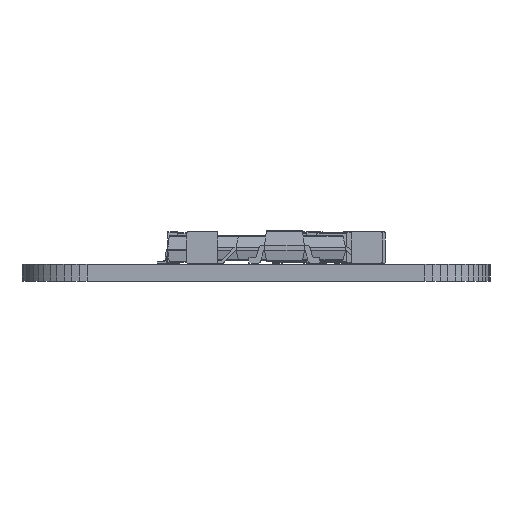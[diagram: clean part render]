
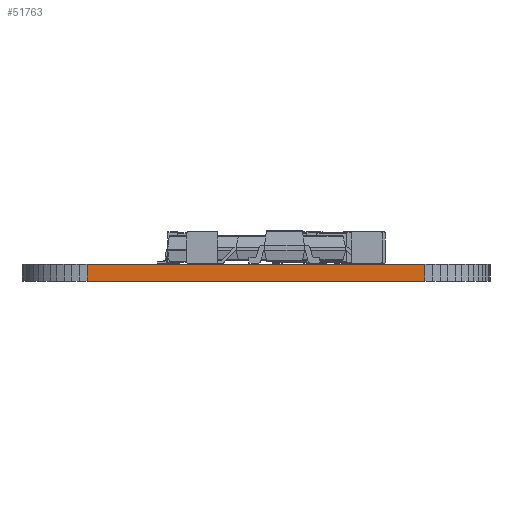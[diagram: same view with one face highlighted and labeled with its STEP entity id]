
A CAD part, front view. The second image highlights one B-rep face of the part: STEP entity #51763.
In plain terms, the highlighted planar face has unit normal (0, -1, 0).
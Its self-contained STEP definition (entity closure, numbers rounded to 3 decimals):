
#44572 = PLANE('',#44573);
#44573 = AXIS2_PLACEMENT_3D('',#44574,#44575,#44576);
#44574 = CARTESIAN_POINT('',(7.62,-18.882,0.68));
#44575 = DIRECTION('',(-0.,-0.,-1.));
#44576 = DIRECTION('',(-1.,0.,0.));
#44626 = PLANE('',#44627);
#44627 = AXIS2_PLACEMENT_3D('',#44628,#44629,#44630);
#44628 = CARTESIAN_POINT('',(7.62,-18.882,0.));
#44629 = DIRECTION('',(-0.,-0.,-1.));
#44630 = DIRECTION('',(-1.,0.,0.));
#45463 = VERTEX_POINT('',#45464);
#45464 = CARTESIAN_POINT('',(14.404,-40.714,0.));
#45478 = PLANE('',#45479);
#45479 = AXIS2_PLACEMENT_3D('',#45480,#45481,#45482);
#45480 = CARTESIAN_POINT('',(14.719,-40.695,0.));
#45481 = DIRECTION('',(0.06,-0.998,0.));
#45482 = DIRECTION('',(-0.998,-0.06,0.));
#45490 = EDGE_CURVE('',#45463,#45491,#45493,.T.);
#45491 = VERTEX_POINT('',#45492);
#45492 = CARTESIAN_POINT('',(0.836,-40.714,0.));
#45493 = SURFACE_CURVE('',#45494,(#45498,#45505),.PCURVE_S1.);
#45494 = LINE('',#45495,#45496);
#45495 = CARTESIAN_POINT('',(14.404,-40.714,0.));
#45496 = VECTOR('',#45497,1.);
#45497 = DIRECTION('',(-1.,0.,0.));
#45498 = PCURVE('',#44626,#45499);
#45499 = DEFINITIONAL_REPRESENTATION('',(#45500),#45504);
#45500 = LINE('',#45501,#45502);
#45501 = CARTESIAN_POINT('',(-6.784,-21.832));
#45502 = VECTOR('',#45503,1.);
#45503 = DIRECTION('',(1.,0.));
#45504 = ( GEOMETRIC_REPRESENTATION_CONTEXT(2) 
PARAMETRIC_REPRESENTATION_CONTEXT() REPRESENTATION_CONTEXT('2D SPACE',''
  ) );
#45505 = PCURVE('',#45506,#45511);
#45506 = PLANE('',#45507);
#45507 = AXIS2_PLACEMENT_3D('',#45508,#45509,#45510);
#45508 = CARTESIAN_POINT('',(14.404,-40.714,0.));
#45509 = DIRECTION('',(0.,-1.,0.));
#45510 = DIRECTION('',(-1.,0.,0.));
#45511 = DEFINITIONAL_REPRESENTATION('',(#45512),#45516);
#45512 = LINE('',#45513,#45514);
#45513 = CARTESIAN_POINT('',(0.,0.));
#45514 = VECTOR('',#45515,1.);
#45515 = DIRECTION('',(1.,0.));
#45516 = ( GEOMETRIC_REPRESENTATION_CONTEXT(2) 
PARAMETRIC_REPRESENTATION_CONTEXT() REPRESENTATION_CONTEXT('2D SPACE',''
  ) );
#45534 = PLANE('',#45535);
#45535 = AXIS2_PLACEMENT_3D('',#45536,#45537,#45538);
#45536 = CARTESIAN_POINT('',(0.836,-40.714,0.));
#45537 = DIRECTION('',(-0.06,-0.998,0.));
#45538 = DIRECTION('',(-0.998,0.06,0.));
#48394 = VERTEX_POINT('',#48395);
#48395 = CARTESIAN_POINT('',(14.404,-40.714,0.68));
#48416 = EDGE_CURVE('',#48394,#48417,#48419,.T.);
#48417 = VERTEX_POINT('',#48418);
#48418 = CARTESIAN_POINT('',(0.836,-40.714,0.68));
#48419 = SURFACE_CURVE('',#48420,(#48424,#48431),.PCURVE_S1.);
#48420 = LINE('',#48421,#48422);
#48421 = CARTESIAN_POINT('',(14.404,-40.714,0.68));
#48422 = VECTOR('',#48423,1.);
#48423 = DIRECTION('',(-1.,0.,0.));
#48424 = PCURVE('',#44572,#48425);
#48425 = DEFINITIONAL_REPRESENTATION('',(#48426),#48430);
#48426 = LINE('',#48427,#48428);
#48427 = CARTESIAN_POINT('',(-6.784,-21.832));
#48428 = VECTOR('',#48429,1.);
#48429 = DIRECTION('',(1.,0.));
#48430 = ( GEOMETRIC_REPRESENTATION_CONTEXT(2) 
PARAMETRIC_REPRESENTATION_CONTEXT() REPRESENTATION_CONTEXT('2D SPACE',''
  ) );
#48431 = PCURVE('',#45506,#48432);
#48432 = DEFINITIONAL_REPRESENTATION('',(#48433),#48437);
#48433 = LINE('',#48434,#48435);
#48434 = CARTESIAN_POINT('',(0.,-0.68));
#48435 = VECTOR('',#48436,1.);
#48436 = DIRECTION('',(1.,0.));
#48437 = ( GEOMETRIC_REPRESENTATION_CONTEXT(2) 
PARAMETRIC_REPRESENTATION_CONTEXT() REPRESENTATION_CONTEXT('2D SPACE',''
  ) );
#51715 = EDGE_CURVE('',#45463,#48394,#51716,.T.);
#51716 = SURFACE_CURVE('',#51717,(#51721,#51728),.PCURVE_S1.);
#51717 = LINE('',#51718,#51719);
#51718 = CARTESIAN_POINT('',(14.404,-40.714,0.));
#51719 = VECTOR('',#51720,1.);
#51720 = DIRECTION('',(0.,0.,1.));
#51721 = PCURVE('',#45478,#51722);
#51722 = DEFINITIONAL_REPRESENTATION('',(#51723),#51727);
#51723 = LINE('',#51724,#51725);
#51724 = CARTESIAN_POINT('',(0.316,0.));
#51725 = VECTOR('',#51726,1.);
#51726 = DIRECTION('',(0.,-1.));
#51727 = ( GEOMETRIC_REPRESENTATION_CONTEXT(2) 
PARAMETRIC_REPRESENTATION_CONTEXT() REPRESENTATION_CONTEXT('2D SPACE',''
  ) );
#51728 = PCURVE('',#45506,#51729);
#51729 = DEFINITIONAL_REPRESENTATION('',(#51730),#51734);
#51730 = LINE('',#51731,#51732);
#51731 = CARTESIAN_POINT('',(0.,0.));
#51732 = VECTOR('',#51733,1.);
#51733 = DIRECTION('',(0.,-1.));
#51734 = ( GEOMETRIC_REPRESENTATION_CONTEXT(2) 
PARAMETRIC_REPRESENTATION_CONTEXT() REPRESENTATION_CONTEXT('2D SPACE',''
  ) );
#51763 = ADVANCED_FACE('',(#51764),#45506,.T.);
#51764 = FACE_BOUND('',#51765,.T.);
#51765 = EDGE_LOOP('',(#51766,#51767,#51768,#51789));
#51766 = ORIENTED_EDGE('',*,*,#51715,.T.);
#51767 = ORIENTED_EDGE('',*,*,#48416,.T.);
#51768 = ORIENTED_EDGE('',*,*,#51769,.F.);
#51769 = EDGE_CURVE('',#45491,#48417,#51770,.T.);
#51770 = SURFACE_CURVE('',#51771,(#51775,#51782),.PCURVE_S1.);
#51771 = LINE('',#51772,#51773);
#51772 = CARTESIAN_POINT('',(0.836,-40.714,0.));
#51773 = VECTOR('',#51774,1.);
#51774 = DIRECTION('',(0.,0.,1.));
#51775 = PCURVE('',#45506,#51776);
#51776 = DEFINITIONAL_REPRESENTATION('',(#51777),#51781);
#51777 = LINE('',#51778,#51779);
#51778 = CARTESIAN_POINT('',(13.569,0.));
#51779 = VECTOR('',#51780,1.);
#51780 = DIRECTION('',(0.,-1.));
#51781 = ( GEOMETRIC_REPRESENTATION_CONTEXT(2) 
PARAMETRIC_REPRESENTATION_CONTEXT() REPRESENTATION_CONTEXT('2D SPACE',''
  ) );
#51782 = PCURVE('',#45534,#51783);
#51783 = DEFINITIONAL_REPRESENTATION('',(#51784),#51788);
#51784 = LINE('',#51785,#51786);
#51785 = CARTESIAN_POINT('',(0.,0.));
#51786 = VECTOR('',#51787,1.);
#51787 = DIRECTION('',(0.,-1.));
#51788 = ( GEOMETRIC_REPRESENTATION_CONTEXT(2) 
PARAMETRIC_REPRESENTATION_CONTEXT() REPRESENTATION_CONTEXT('2D SPACE',''
  ) );
#51789 = ORIENTED_EDGE('',*,*,#45490,.F.);
